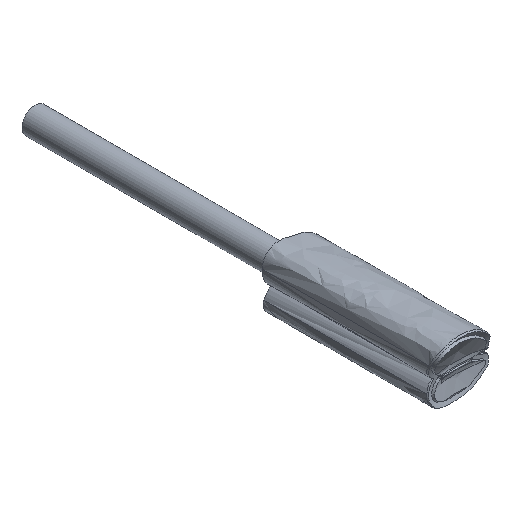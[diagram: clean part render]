
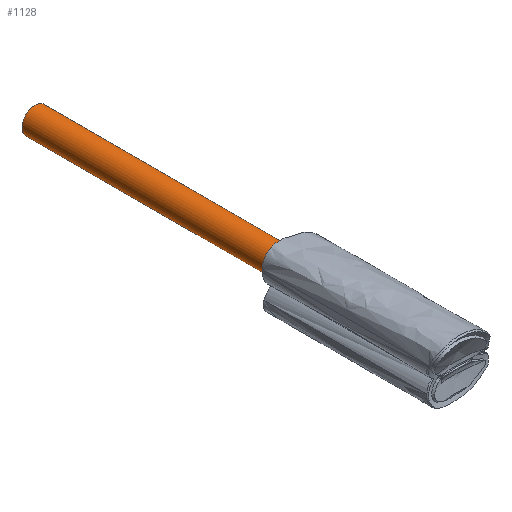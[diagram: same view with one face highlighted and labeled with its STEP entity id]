
A CAD part, isometric view. The second image highlights one B-rep face of the part: STEP entity #1128.
In plain terms, the highlighted cylindrical face has radius 2 mm (diameter 4 mm), a full revolution.
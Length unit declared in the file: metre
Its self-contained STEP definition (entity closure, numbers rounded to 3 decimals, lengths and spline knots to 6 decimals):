
#23=CYLINDRICAL_SURFACE('',#1176,0.002);
#62=CIRCLE('',#1175,0.002);
#63=CIRCLE('',#1177,0.002);
#127=FACE_OUTER_BOUND('',#194,.T.);
#194=EDGE_LOOP('',(#1027,#1028,#1029,#1030));
#252=LINE('',#5847,#309);
#309=VECTOR('',#1303,0.002);
#517=VERTEX_POINT('',#5843);
#518=VERTEX_POINT('',#5846);
#687=EDGE_CURVE('',#517,#517,#62,.T.);
#688=EDGE_CURVE('',#517,#518,#252,.T.);
#689=EDGE_CURVE('',#518,#518,#63,.T.);
#1027=ORIENTED_EDGE('',*,*,#687,.F.);
#1028=ORIENTED_EDGE('',*,*,#688,.T.);
#1029=ORIENTED_EDGE('',*,*,#689,.T.);
#1030=ORIENTED_EDGE('',*,*,#688,.F.);
#1128=ADVANCED_FACE('',(#127),#23,.T.);
#1175=AXIS2_PLACEMENT_3D('',#5844,#1299,#1300);
#1176=AXIS2_PLACEMENT_3D('',#5845,#1301,#1302);
#1177=AXIS2_PLACEMENT_3D('',#5848,#1304,#1305);
#1299=DIRECTION('center_axis',(0.,-1.,0.));
#1300=DIRECTION('ref_axis',(1.,0.,-0.001));
#1301=DIRECTION('center_axis',(0.,1.,0.));
#1302=DIRECTION('ref_axis',(-1.,0.,0.001));
#1303=DIRECTION('',(0.,1.,0.));
#1304=DIRECTION('center_axis',(0.,-1.,0.));
#1305=DIRECTION('ref_axis',(1.,0.,-0.001));
#5843=CARTESIAN_POINT('',(0.001007,0.025,0.008537));
#5844=CARTESIAN_POINT('Origin',(-0.000993,0.025,0.00854));
#5845=CARTESIAN_POINT('Origin',(-0.000993,0.065,0.00854));
#5846=CARTESIAN_POINT('',(0.001007,0.065,0.008537));
#5847=CARTESIAN_POINT('',(0.001007,0.065,0.008537));
#5848=CARTESIAN_POINT('Origin',(-0.000993,0.065,0.00854));
